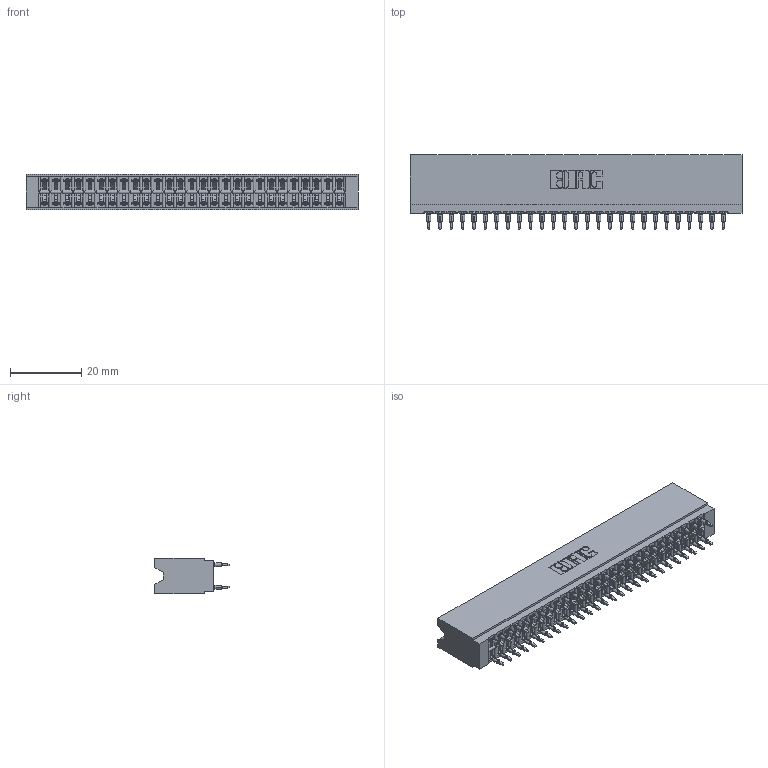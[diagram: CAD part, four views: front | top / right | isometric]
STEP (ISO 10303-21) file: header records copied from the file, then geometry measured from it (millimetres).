
FILE_DESCRIPTION (( 'STEP AP203' ), '1' );
FILE_NAME ('746-054-520-206.STEP', '2026-02-27T19:18:42', ( '' ), ( '' ), 'SwSTEP 2.0', 'SolidWorks 2023', '' );
FILE_SCHEMA (( 'CONFIG_CONTROL_DESIGN' ));
Products named in the file (3): 746-054-520-206; 746-292-001_520; 746 Part_.515 Slot Depth - 06
Assembly tree (55 placements, depth 2):
  746-054-520-206
    746 Part_.515 Slot Depth - 06
    746-292-001_520  x54
Bounding box: 92.96 x 20.82 x 9.91 mm (x, y, z)
Volume: 9991.7 mm3; surface area: 15514.8 mm2
Topology: 55 solids, 55 shells, 4931 faces, 13549 edges, 8626 vertices
Faces by surface type: plane 2540, bspline 1080, cylinder 987, torus 324
Entity records: 43799 total; most frequent: CARTESIAN_POINT 8838, ORIENTED_EDGE 7488, DIRECTION 6278, EDGE_CURVE 3744, VECTOR 3290, LINE 3290, VERTEX_POINT 2478, AXIS2_PLACEMENT_3D 1494
